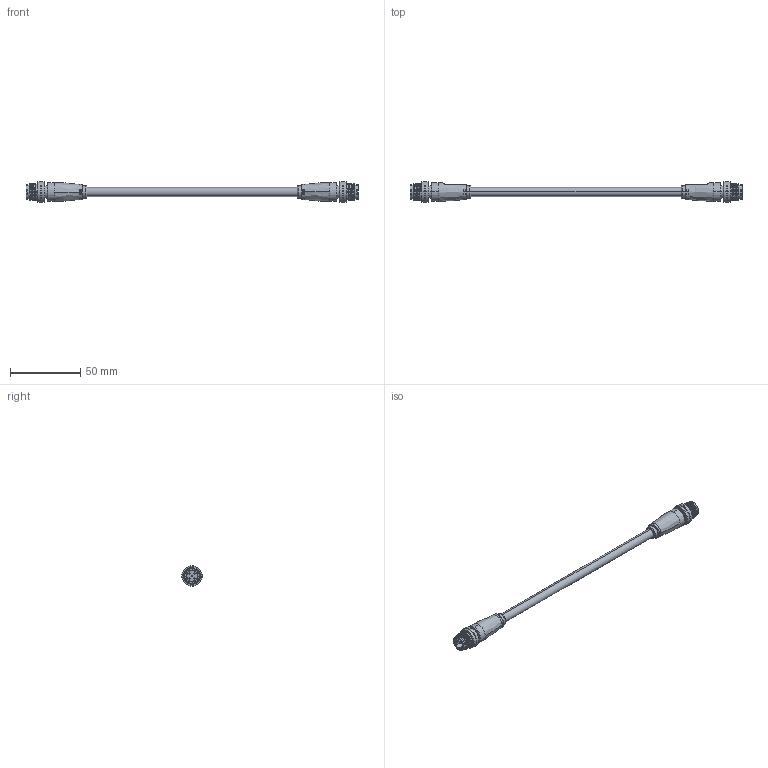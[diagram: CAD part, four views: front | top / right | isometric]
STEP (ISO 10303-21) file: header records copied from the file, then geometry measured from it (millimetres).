
FILE_DESCRIPTION (( 'STEP AP203' ), '1' );
FILE_NAME ('10-05889_revA.STEP', '2023-10-30T16:29:45', ( '' ), ( '' ), 'SwSTEP 2.0', 'SolidWorks 2021', '' );
FILE_SCHEMA (( 'CONFIG_CONTROL_DESIGN' ));
Length unit declared in the file: millimetre
Products named in the file (8): 10-05889_revA; 50-01033-01___; 30-01586_blunt cut; 50-01033_STEP; 50-01033-02_Step; 24-00349_Wire O6.8 mm; 50-01033-04___; 50-01033-03___
Assembly tree (13 placements, depth 3):
  10-05889_revA
    24-00349_Wire O6.8 mm  x2
    50-01033_STEP  x2
      50-01033-01___
      50-01033-02_Step
      50-01033-03___
      50-01033-04___
    30-01586_blunt cut
Bounding box: 236.4 x 14.5 x 14.5 mm (x, y, z)
Volume: 14356.4 mm3; surface area: 49969 mm2
Topology: 130 solids, 130 shells, 1490 faces, 3222 edges, 2058 vertices
Faces by surface type: cylinder 746, plane 456, bspline 94, torus 88, cone 86, sphere 20
Entity records: 30277 total; most frequent: CARTESIAN_POINT 7773, DIRECTION 4863, ORIENTED_EDGE 4010, AXIS2_PLACEMENT_3D 2071, EDGE_CURVE 2005, VERTEX_POINT 1319, EDGE_LOOP 1214, CIRCLE 1151
